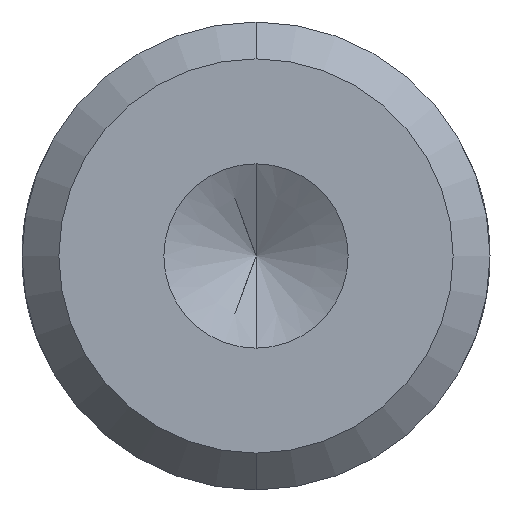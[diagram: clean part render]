
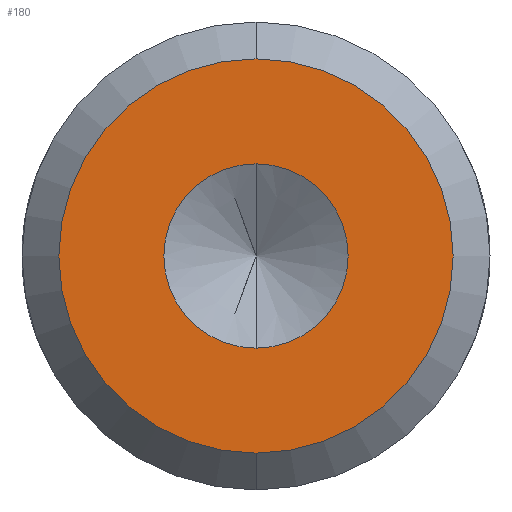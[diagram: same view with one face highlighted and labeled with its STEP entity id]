
A CAD part, front view. The second image highlights one B-rep face of the part: STEP entity #180.
In plain terms, the highlighted planar face has unit normal (0, -1, 0).
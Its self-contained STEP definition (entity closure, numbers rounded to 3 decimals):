
#19 = ORIENTED_EDGE ( 'NONE', *, *, #360, .F. ) ;
#57 = CARTESIAN_POINT ( 'NONE',  ( 0., 0., 0. ) ) ;
#62 = FACE_BOUND ( 'NONE', #295, .T. ) ;
#64 = AXIS2_PLACEMENT_3D ( 'NONE', #451, #291, #531 ) ;
#93 = DIRECTION ( 'NONE',  ( 0., 0., -1. ) ) ;
#124 = ORIENTED_EDGE ( 'NONE', *, *, #498, .F. ) ;
#130 = EDGE_LOOP ( 'NONE', ( #166, #963 ) ) ;
#137 = CIRCLE ( 'NONE', #983, 2.5 ) ;
#148 = PLANE ( 'NONE',  #1005 ) ;
#166 = ORIENTED_EDGE ( 'NONE', *, *, #567, .T. ) ;
#170 = AXIS2_PLACEMENT_3D ( 'NONE', #335, #326, #93 ) ;
#180 = ADVANCED_FACE ( 'NONE', ( #62, #976 ), #148, .F. ) ;
#210 = CARTESIAN_POINT ( 'NONE',  ( 0., 0., 0. ) ) ;
#217 = CIRCLE ( 'NONE', #64, 5.35 ) ;
#266 = VERTEX_POINT ( 'NONE', #926 ) ;
#287 = DIRECTION ( 'NONE',  ( 0., 1., 0. ) ) ;
#291 = DIRECTION ( 'NONE',  ( 0., -1., 0. ) ) ;
#295 = EDGE_LOOP ( 'NONE', ( #124, #19 ) ) ;
#326 = DIRECTION ( 'NONE',  ( 0., -1., 0. ) ) ;
#335 = CARTESIAN_POINT ( 'NONE',  ( 0., 0., 0. ) ) ;
#345 = VERTEX_POINT ( 'NONE', #843 ) ;
#358 = VERTEX_POINT ( 'NONE', #943 ) ;
#360 = EDGE_CURVE ( 'NONE', #266, #345, #448, .T. ) ;
#406 = DIRECTION ( 'NONE',  ( 0., -1., 0. ) ) ;
#416 = CARTESIAN_POINT ( 'NONE',  ( 0., 0., 0. ) ) ;
#444 = EDGE_CURVE ( 'NONE', #909, #358, #757, .T. ) ;
#448 = CIRCLE ( 'NONE', #855, 2.5 ) ;
#451 = CARTESIAN_POINT ( 'NONE',  ( 0., 0., 0. ) ) ;
#498 = EDGE_CURVE ( 'NONE', #345, #266, #137, .T. ) ;
#531 = DIRECTION ( 'NONE',  ( 0., 0., -1. ) ) ;
#567 = EDGE_CURVE ( 'NONE', #358, #909, #217, .T. ) ;
#659 = CARTESIAN_POINT ( 'NONE',  ( 0., 0., -5.35 ) ) ;
#755 = DIRECTION ( 'NONE',  ( 0., -1., 0. ) ) ;
#757 = CIRCLE ( 'NONE', #170, 5.35 ) ;
#760 = DIRECTION ( 'NONE',  ( 0., 0., 1. ) ) ;
#830 = DIRECTION ( 'NONE',  ( 0., 0., -1. ) ) ;
#843 = CARTESIAN_POINT ( 'NONE',  ( 0., 0., -2.5 ) ) ;
#855 = AXIS2_PLACEMENT_3D ( 'NONE', #416, #406, #865 ) ;
#865 = DIRECTION ( 'NONE',  ( 0., 0., -1. ) ) ;
#909 = VERTEX_POINT ( 'NONE', #659 ) ;
#926 = CARTESIAN_POINT ( 'NONE',  ( 0., 0., 2.5 ) ) ;
#943 = CARTESIAN_POINT ( 'NONE',  ( 0., 0., 5.35 ) ) ;
#963 = ORIENTED_EDGE ( 'NONE', *, *, #444, .T. ) ;
#976 = FACE_OUTER_BOUND ( 'NONE', #130, .T. ) ;
#983 = AXIS2_PLACEMENT_3D ( 'NONE', #210, #755, #830 ) ;
#1005 = AXIS2_PLACEMENT_3D ( 'NONE', #57, #287, #760 ) ;
